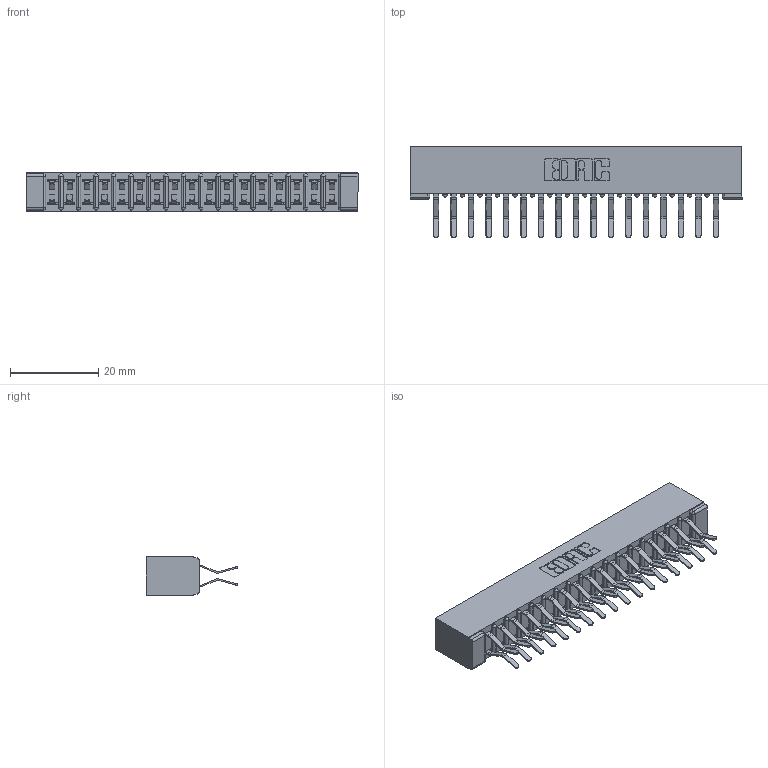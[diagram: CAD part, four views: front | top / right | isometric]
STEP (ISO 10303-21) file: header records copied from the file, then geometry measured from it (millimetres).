
FILE_DESCRIPTION (( 'STEP AP203' ), '1' );
FILE_NAME ('307-034-460-201.STEP', '2020-09-29T16:37:36', ( '' ), ( '' ), 'SwSTEP 2.0', 'SolidWorks 2020', '' );
FILE_SCHEMA (( 'CONFIG_CONTROL_DESIGN' ));
Length unit declared in the file: inch
Products named in the file (3): 307 Part_No Mounting Lugs; 307-034-460-201; 307-290-001_560
Assembly tree (35 placements, depth 2):
  307-034-460-201
    307 Part_No Mounting Lugs
    307-290-001_560  x34
Bounding box: 75.23 x 20.73 x 8.71 mm (x, y, z)
Volume: 5197.2 mm3; surface area: 9646.9 mm2
Topology: 35 solids, 35 shells, 1828 faces, 5127 edges, 3322 vertices
Faces by surface type: plane 1188, cylinder 604, sphere 36
Entity records: 18026 total; most frequent: CARTESIAN_POINT 2953, ORIENTED_EDGE 2922, DIRECTION 2903, EDGE_CURVE 1461, LINE 1111, VECTOR 1111, VERTEX_POINT 946, AXIS2_PLACEMENT_3D 896
